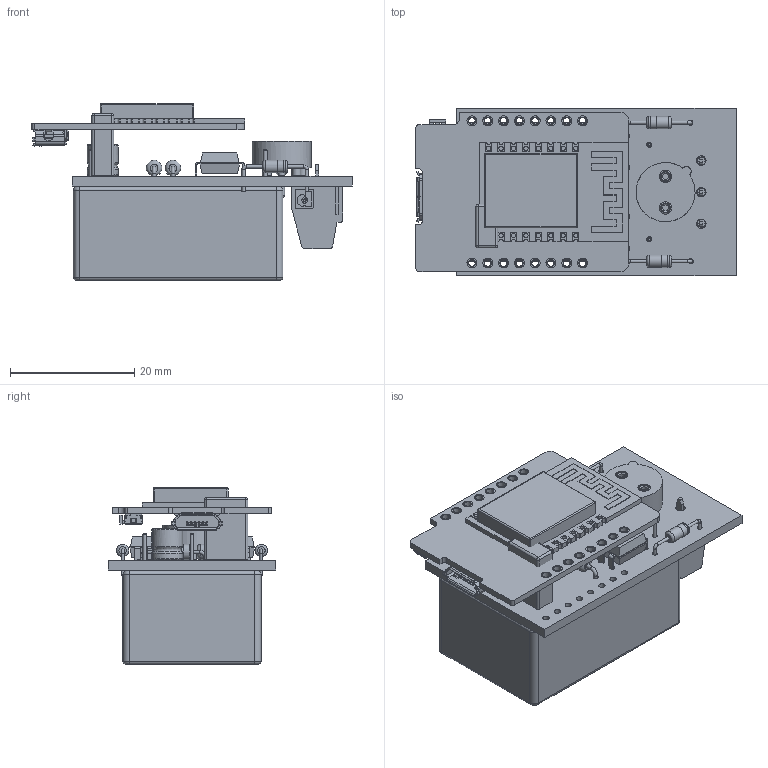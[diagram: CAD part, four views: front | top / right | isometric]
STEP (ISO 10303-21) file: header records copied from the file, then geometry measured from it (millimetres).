
FILE_DESCRIPTION(('KiCad electronic assembly'),'2;1');
FILE_NAME('ESPilot.step','2024-02-27T22:30:50',('Pcbnew'),('Kicad'), 'Open CASCADE STEP processor 7.7','KiCad to STEP converter','Unknown' );
FILE_SCHEMA(('AUTOMOTIVE_DESIGN { 1 0 10303 214 1 1 1 1 }'));
Length unit declared in the file: millimetre
Products named in the file (20): ESPilot 1; R_Axial_DIN0207_L6.3mm_D2.5mm_P10.16mm_Horizontal; R_Axial_DIN0207_L63mm_D25mm_P1016mm_Horizontal; DIP-5-6_W7.62mm; DIP_5_6_W762mm; D_DO-35_SOD27_P10.16mm_Horizontal; d1_mini_shield; wemos_d1_mini; C_Rect_L7.0mm_W3.5mm_P2.50mm_P5.00mm; C_Rect_L70mm_W35mm_P250mm_P500mm; Fuseholder_TR5_Littelfuse_No560_No460; A_Littelfuse_No560_No460; CP_Radial_D5.0mm_P2.00mm; CP_Radial_D50mm_P200mm; 1729021; Converter_ACDC_MeanWell_IRM-02-xx_THT; Converter_ACDC_MeanWell_IRM_02_xx_THT; ESPilot_PCB
Assembly tree (24 placements, depth 3):
  ESPilot 1
    R_Axial_DIN0207_L6.3mm_D2.5mm_P10.16mm_Horizontal  x2
      R_Axial_DIN0207_L63mm_D25mm_P1016mm_Horizontal
    DIP-5-6_W7.62mm  x2
      DIP_5_6_W762mm
    D_DO-35_SOD27_P10.16mm_Horizontal  x2
      D_DO-35_SOD27_P10.16mm_Horizontal
    d1_mini_shield  x2
      wemos_d1_mini
    C_Rect_L7.0mm_W3.5mm_P2.50mm_P5.00mm
      C_Rect_L70mm_W35mm_P250mm_P500mm
    Fuseholder_TR5_Littelfuse_No560_No460
      A_Littelfuse_No560_No460
    CP_Radial_D5.0mm_P2.00mm
      CP_Radial_D50mm_P200mm
    1729021  x2
      1729021
    Converter_ACDC_MeanWell_IRM-02-xx_THT
      Converter_ACDC_MeanWell_IRM_02_xx_THT
    ESPilot_PCB
Bounding box: 51.5 x 27 x 28.4 mm (x, y, z)
Volume: 19317.1 mm3; surface area: 16975.2 mm2
Topology: 93 solids, 94 shells, 3025 faces, 7940 edges, 5115 vertices
Faces by surface type: plane 1654, cylinder 686, bspline 622, torus 36, sphere 20, revolution 5, cone 2
Full cylindrical faces by diameter (mm): 0.5 x12, 0.6 x12, 0.7 x32, 0.76 x2, 0.8 x26, 1 x8, 1.016 x16, 1.2 x32, 1.4 x2, 1.5 x1, 1.52 x3, 1.6 x64, 2 x8, 2.02 x2, 2.25 x2, 2.5 x4
Entity records: 53189 total; most frequent: CARTESIAN_POINT 11514, ORIENTED_EDGE 8384, DIRECTION 6895, EDGE_CURVE 4192, VERTEX_POINT 2700, LINE 2472, VECTOR 2472, AXIS2_PLACEMENT_3D 2209
